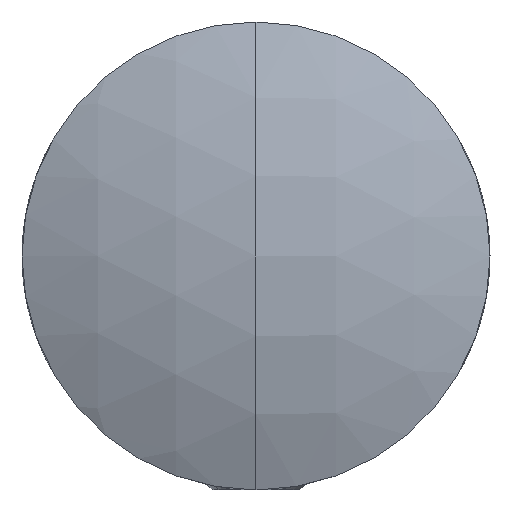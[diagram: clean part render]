
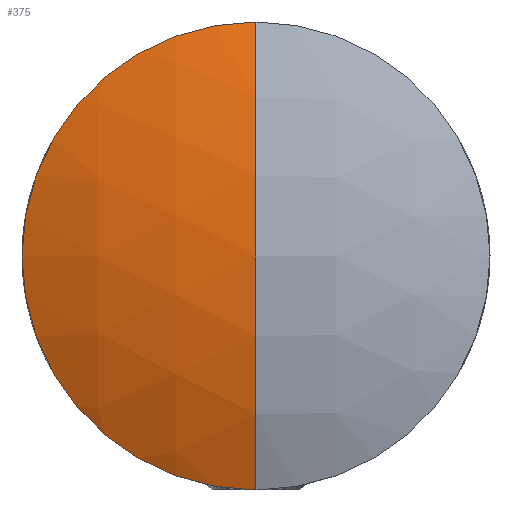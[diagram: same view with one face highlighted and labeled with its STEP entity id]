
A CAD part, front view. The second image highlights one B-rep face of the part: STEP entity #375.
In plain terms, the highlighted spherical face has radius 27.454 mm.
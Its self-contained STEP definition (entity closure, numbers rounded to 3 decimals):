
#4 = CARTESIAN_POINT ( 'NONE',  ( 0., -15., 0. ) ) ;
#55 = DIRECTION ( 'NONE',  ( -1., 0., 0. ) ) ;
#129 = AXIS2_PLACEMENT_3D ( 'NONE', #1896, #1696, #617 ) ;
#172 = DIRECTION ( 'NONE',  ( 0., -1., 0. ) ) ;
#180 = ORIENTED_EDGE ( 'NONE', *, *, #308, .F. ) ;
#194 = VERTEX_POINT ( 'NONE', #966 ) ;
#281 = CARTESIAN_POINT ( 'NONE',  ( 0., 12.454, 0. ) ) ;
#285 = AXIS2_PLACEMENT_3D ( 'NONE', #281, #55, #473 ) ;
#308 = EDGE_CURVE ( 'NONE', #194, #932, #1420, .T. ) ;
#375 = ADVANCED_FACE ( 'NONE', ( #1028 ), #2513, .T. ) ;
#473 = DIRECTION ( 'NONE',  ( 0., 0., 1. ) ) ;
#485 = VERTEX_POINT ( 'NONE', #1807 ) ;
#509 = ORIENTED_EDGE ( 'NONE', *, *, #1683, .T. ) ;
#522 = AXIS2_PLACEMENT_3D ( 'NONE', #606, #2501, #578 ) ;
#578 = DIRECTION ( 'NONE',  ( 0., 1., 0. ) ) ;
#606 = CARTESIAN_POINT ( 'NONE',  ( 0., 12.454, 0. ) ) ;
#617 = DIRECTION ( 'NONE',  ( 0., 0., 1. ) ) ;
#932 = VERTEX_POINT ( 'NONE', #4 ) ;
#966 = CARTESIAN_POINT ( 'NONE',  ( 0., -12.7, 11. ) ) ;
#1028 = FACE_OUTER_BOUND ( 'NONE', #2045, .T. ) ;
#1349 = AXIS2_PLACEMENT_3D ( 'NONE', #2047, #172, #1438 ) ;
#1420 = CIRCLE ( 'NONE', #522, 27.454 ) ;
#1438 = DIRECTION ( 'NONE',  ( 0., 0., -1. ) ) ;
#1511 = EDGE_CURVE ( 'NONE', #194, #485, #1801, .T. ) ;
#1683 = EDGE_CURVE ( 'NONE', #485, #932, #2060, .T. ) ;
#1696 = DIRECTION ( 'NONE',  ( -1., 0., 0. ) ) ;
#1767 = ORIENTED_EDGE ( 'NONE', *, *, #1511, .T. ) ;
#1801 = CIRCLE ( 'NONE', #1349, 11. ) ;
#1807 = CARTESIAN_POINT ( 'NONE',  ( 0., -12.7, -11. ) ) ;
#1896 = CARTESIAN_POINT ( 'NONE',  ( 0., 12.454, 0. ) ) ;
#2045 = EDGE_LOOP ( 'NONE', ( #1767, #509, #180 ) ) ;
#2047 = CARTESIAN_POINT ( 'NONE',  ( 0., -12.7, 0. ) ) ;
#2060 = CIRCLE ( 'NONE', #285, 27.454 ) ;
#2501 = DIRECTION ( 'NONE',  ( 1., 0., 0. ) ) ;
#2513 = SPHERICAL_SURFACE ( 'NONE', #129, 27.454 ) ;
